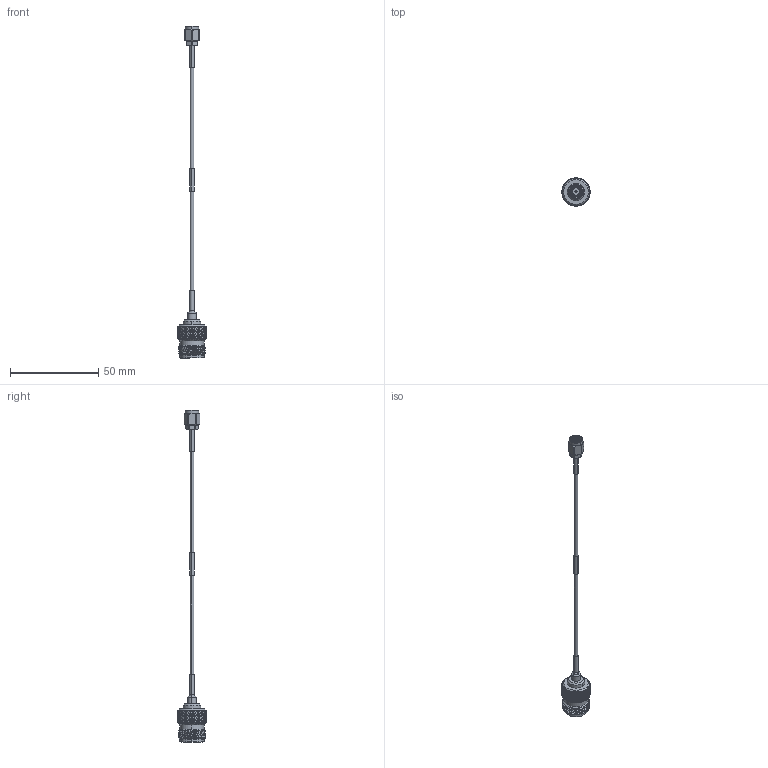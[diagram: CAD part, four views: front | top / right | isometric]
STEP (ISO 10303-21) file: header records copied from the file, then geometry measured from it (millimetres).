
FILE_DESCRIPTION (( 'STEP AP214' ), '1' );
FILE_NAME ('LCCA30541.step', '2020-06-19T13:25:54', ( '' ), ( '' ), 'SwSTEP 2.0', 'SolidWorks 2018', '' );
FILE_SCHEMA (( 'AUTOMOTIVE_DESIGN' ));
Length unit declared in the file: inch
Products named in the file (6): LCCN3044_HS; LCCA30541; 1AW01-002_.08 ID; LC085TB (085 FORMABLE); LCCN3042; LCCN3054
Assembly tree (6 placements, depth 2):
  LCCA30541
    LC085TB (085 FORMABLE)
    1AW01-002_.08 ID  x2
    LCCN3042
    LCCN3044_HS
    LCCN3054
Bounding box: 16 x 16 x 188.24 mm (x, y, z)
Volume: 4173 mm3; surface area: 4242 mm2
Topology: 6 solids, 6 shells, 2455 faces, 5215 edges, 2791 vertices
Faces by surface type: bspline 1808, cylinder 536, cone 56, plane 51, torus 4
Entity records: 94065 total; most frequent: CARTESIAN_POINT 61546, ORIENTED_EDGE 10406, EDGE_CURVE 5203, VERTEX_POINT 2783, EDGE_LOOP 2470, FACE_OUTER_BOUND 2449, ADVANCED_FACE 2449, B_SPLINE_CURVE_WITH_KNOTS 2201
